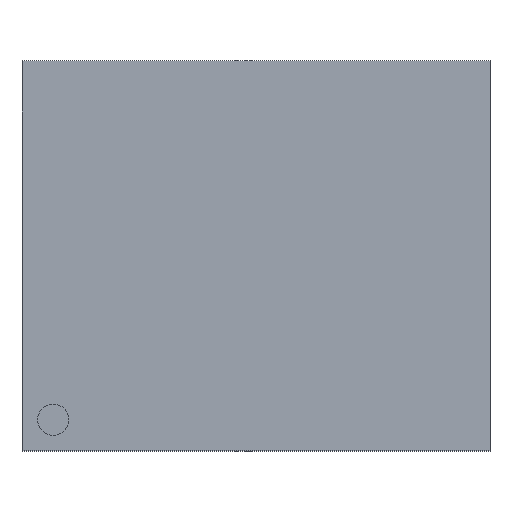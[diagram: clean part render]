
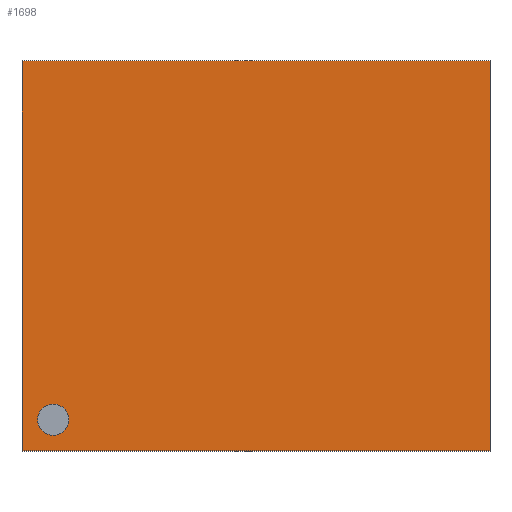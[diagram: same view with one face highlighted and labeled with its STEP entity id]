
A CAD part, top view. The second image highlights one B-rep face of the part: STEP entity #1698.
In plain terms, the highlighted planar face has unit normal (0, 0, 1).
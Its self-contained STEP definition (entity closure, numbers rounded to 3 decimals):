
#38 = VERTEX_POINT ( 'NONE', #1444 ) ;
#120 = VECTOR ( 'NONE', #1905, 1000. ) ;
#182 = EDGE_CURVE ( 'NONE', #2904, #1255, #3571, .T. ) ;
#405 = CARTESIAN_POINT ( 'NONE',  ( -1.5, -1.25, 1. ) ) ;
#406 = EDGE_CURVE ( 'NONE', #38, #3506, #694, .T. ) ;
#582 = DIRECTION ( 'NONE',  ( 0., 0., 1. ) ) ;
#657 = EDGE_CURVE ( 'NONE', #3506, #38, #1951, .T. ) ;
#694 = CIRCLE ( 'NONE', #876, 0.1 ) ;
#845 = CARTESIAN_POINT ( 'NONE',  ( 1.5, 1.25, 1. ) ) ;
#876 = AXIS2_PLACEMENT_3D ( 'NONE', #2533, #1095, #3611 ) ;
#967 = LINE ( 'NONE', #3252, #3412 ) ;
#1034 = CARTESIAN_POINT ( 'NONE',  ( -1.2, -1.05, 1. ) ) ;
#1095 = DIRECTION ( 'NONE',  ( 0., 0., 1. ) ) ;
#1127 = LINE ( 'NONE', #1999, #3304 ) ;
#1236 = AXIS2_PLACEMENT_3D ( 'NONE', #3704, #582, #2305 ) ;
#1255 = VERTEX_POINT ( 'NONE', #2645 ) ;
#1264 = EDGE_CURVE ( 'NONE', #3264, #2904, #967, .T. ) ;
#1334 = AXIS2_PLACEMENT_3D ( 'NONE', #2606, #1702, #1375 ) ;
#1375 = DIRECTION ( 'NONE',  ( 1., 0., 0. ) ) ;
#1444 = CARTESIAN_POINT ( 'NONE',  ( -1.4, -1.05, 1. ) ) ;
#1447 = EDGE_LOOP ( 'NONE', ( #1751, #2914, #2900, #2258 ) ) ;
#1492 = VECTOR ( 'NONE', #2155, 1000. ) ;
#1535 = EDGE_CURVE ( 'NONE', #1255, #1562, #1127, .T. ) ;
#1562 = VERTEX_POINT ( 'NONE', #405 ) ;
#1619 = ORIENTED_EDGE ( 'NONE', *, *, #406, .F. ) ;
#1698 = ADVANCED_FACE ( 'NONE', ( #3149, #2864 ), #3438, .T. ) ;
#1702 = DIRECTION ( 'NONE',  ( 0., 0., 1. ) ) ;
#1751 = ORIENTED_EDGE ( 'NONE', *, *, #1535, .T. ) ;
#1905 = DIRECTION ( 'NONE',  ( 1., 0., 0. ) ) ;
#1951 = CIRCLE ( 'NONE', #1334, 0.1 ) ;
#1999 = CARTESIAN_POINT ( 'NONE',  ( -1.5, 1.25, 1. ) ) ;
#2155 = DIRECTION ( 'NONE',  ( -1., 0., 0. ) ) ;
#2233 = CARTESIAN_POINT ( 'NONE',  ( 1.5, -1.25, 1. ) ) ;
#2258 = ORIENTED_EDGE ( 'NONE', *, *, #182, .T. ) ;
#2305 = DIRECTION ( 'NONE',  ( 1., 0., 0. ) ) ;
#2363 = DIRECTION ( 'NONE',  ( 0., 1., 0. ) ) ;
#2461 = CARTESIAN_POINT ( 'NONE',  ( -1.5, -1.25, 1. ) ) ;
#2533 = CARTESIAN_POINT ( 'NONE',  ( -1.3, -1.05, 1. ) ) ;
#2606 = CARTESIAN_POINT ( 'NONE',  ( -1.3, -1.05, 1. ) ) ;
#2645 = CARTESIAN_POINT ( 'NONE',  ( -1.5, 1.25, 1. ) ) ;
#2716 = CARTESIAN_POINT ( 'NONE',  ( -1.5, 1.25, 1. ) ) ;
#2763 = EDGE_CURVE ( 'NONE', #1562, #3264, #3344, .T. ) ;
#2864 = FACE_OUTER_BOUND ( 'NONE', #1447, .T. ) ;
#2900 = ORIENTED_EDGE ( 'NONE', *, *, #1264, .T. ) ;
#2904 = VERTEX_POINT ( 'NONE', #845 ) ;
#2913 = ORIENTED_EDGE ( 'NONE', *, *, #657, .F. ) ;
#2914 = ORIENTED_EDGE ( 'NONE', *, *, #2763, .T. ) ;
#3130 = EDGE_LOOP ( 'NONE', ( #2913, #1619 ) ) ;
#3149 = FACE_BOUND ( 'NONE', #3130, .T. ) ;
#3153 = DIRECTION ( 'NONE',  ( 0., -1., 0. ) ) ;
#3252 = CARTESIAN_POINT ( 'NONE',  ( 1.5, 1.25, 1. ) ) ;
#3264 = VERTEX_POINT ( 'NONE', #2233 ) ;
#3304 = VECTOR ( 'NONE', #3153, 1000. ) ;
#3344 = LINE ( 'NONE', #2461, #120 ) ;
#3412 = VECTOR ( 'NONE', #2363, 1000. ) ;
#3438 = PLANE ( 'NONE',  #1236 ) ;
#3506 = VERTEX_POINT ( 'NONE', #1034 ) ;
#3571 = LINE ( 'NONE', #2716, #1492 ) ;
#3611 = DIRECTION ( 'NONE',  ( 1., 0., 0. ) ) ;
#3704 = CARTESIAN_POINT ( 'NONE',  ( 0., 0., 1. ) ) ;
